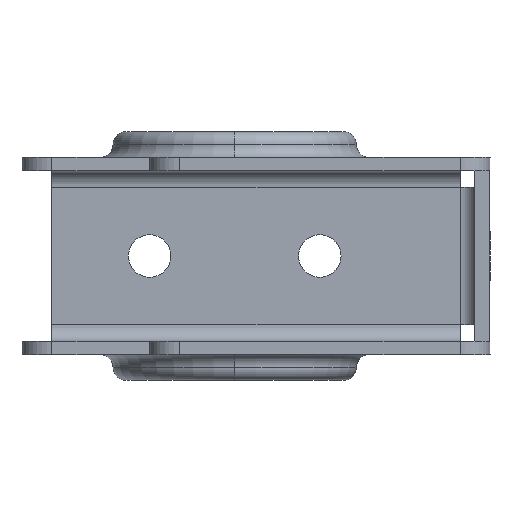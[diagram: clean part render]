
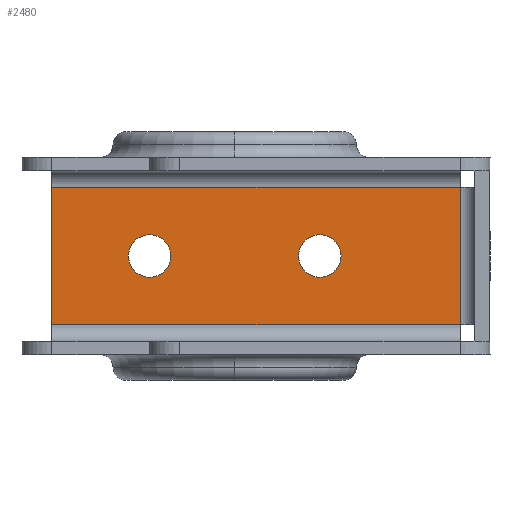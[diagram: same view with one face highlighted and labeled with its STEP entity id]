
A CAD part, left-side view. The second image highlights one B-rep face of the part: STEP entity #2480.
In plain terms, the highlighted planar face has unit normal (-1, 0, 0).
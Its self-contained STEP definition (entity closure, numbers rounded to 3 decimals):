
#2 = CIRCLE ( 'NONE', #2243, 2.5 ) ;
#50 = FACE_OUTER_BOUND ( 'NONE', #106, .T. ) ;
#51 = DIRECTION ( 'NONE',  ( -1., 0., 0. ) ) ;
#85 = CARTESIAN_POINT ( 'NONE',  ( 85.4, 208.322, -18.1 ) ) ;
#106 = EDGE_LOOP ( 'NONE', ( #1301, #700, #1801, #3108 ) ) ;
#124 = CARTESIAN_POINT ( 'NONE',  ( 85.4, 40., -10. ) ) ;
#172 = DIRECTION ( 'NONE',  ( 0., 0., 1. ) ) ;
#325 = CIRCLE ( 'NONE', #1656, 2.5 ) ;
#391 = AXIS2_PLACEMENT_3D ( 'NONE', #124, #2029, #396 ) ;
#396 = DIRECTION ( 'NONE',  ( 0., 0., 1. ) ) ;
#403 = VECTOR ( 'NONE', #722, 1000. ) ;
#445 = VERTEX_POINT ( 'NONE', #1870 ) ;
#521 = VERTEX_POINT ( 'NONE', #662 ) ;
#610 = EDGE_CURVE ( 'NONE', #1834, #2350, #3345, .T. ) ;
#625 = DIRECTION ( 'NONE',  ( 0., 0., -1. ) ) ;
#662 = CARTESIAN_POINT ( 'NONE',  ( 85.4, 51.5, -1.9 ) ) ;
#697 = VERTEX_POINT ( 'NONE', #2948 ) ;
#700 = ORIENTED_EDGE ( 'NONE', *, *, #1858, .T. ) ;
#722 = DIRECTION ( 'NONE',  ( 0., -1., 0. ) ) ;
#861 = CARTESIAN_POINT ( 'NONE',  ( 85.4, 40., -10. ) ) ;
#862 = FACE_BOUND ( 'NONE', #3367, .T. ) ;
#938 = CARTESIAN_POINT ( 'NONE',  ( 85.4, 3.5, -10. ) ) ;
#1129 = DIRECTION ( 'NONE',  ( 0., 0., 1. ) ) ;
#1177 = ORIENTED_EDGE ( 'NONE', *, *, #2614, .F. ) ;
#1195 = LINE ( 'NONE', #3179, #403 ) ;
#1204 = DIRECTION ( 'NONE',  ( 0., 0., 1. ) ) ;
#1255 = CARTESIAN_POINT ( 'NONE',  ( 85.4, 20., -10. ) ) ;
#1301 = ORIENTED_EDGE ( 'NONE', *, *, #1405, .F. ) ;
#1405 = EDGE_CURVE ( 'NONE', #521, #697, #1195, .T. ) ;
#1440 = LINE ( 'NONE', #2556, #3458 ) ;
#1447 = CARTESIAN_POINT ( 'NONE',  ( 85.4, 3.5, -18.1 ) ) ;
#1491 = FACE_BOUND ( 'NONE', #3096, .T. ) ;
#1535 = DIRECTION ( 'NONE',  ( 0., 0., 1. ) ) ;
#1656 = AXIS2_PLACEMENT_3D ( 'NONE', #861, #2775, #1129 ) ;
#1686 = CARTESIAN_POINT ( 'NONE',  ( 85.4, 208.322, -1.9 ) ) ;
#1790 = VECTOR ( 'NONE', #3099, 1000. ) ;
#1793 = DIRECTION ( 'NONE',  ( -1., 0., 0. ) ) ;
#1801 = ORIENTED_EDGE ( 'NONE', *, *, #2571, .T. ) ;
#1810 = VERTEX_POINT ( 'NONE', #2803 ) ;
#1834 = VERTEX_POINT ( 'NONE', #2275 ) ;
#1858 = EDGE_CURVE ( 'NONE', #521, #445, #1440, .T. ) ;
#1870 = CARTESIAN_POINT ( 'NONE',  ( 85.4, 51.5, -18.1 ) ) ;
#1878 = VERTEX_POINT ( 'NONE', #1447 ) ;
#1950 = EDGE_CURVE ( 'NONE', #1878, #697, #3299, .T. ) ;
#1960 = DIRECTION ( 'NONE',  ( 0., 0., 1. ) ) ;
#2029 = DIRECTION ( 'NONE',  ( -1., 0., 0. ) ) ;
#2115 = AXIS2_PLACEMENT_3D ( 'NONE', #1686, #51, #1960 ) ;
#2218 = CARTESIAN_POINT ( 'NONE',  ( 85.4, 40., -7.5 ) ) ;
#2243 = AXIS2_PLACEMENT_3D ( 'NONE', #3437, #1793, #172 ) ;
#2275 = CARTESIAN_POINT ( 'NONE',  ( 85.4, 20., -7.5 ) ) ;
#2350 = VERTEX_POINT ( 'NONE', #2580 ) ;
#2480 = ADVANCED_FACE ( 'NONE', ( #862, #1491, #50 ), #3329, .T. ) ;
#2534 = LINE ( 'NONE', #85, #1790 ) ;
#2556 = CARTESIAN_POINT ( 'NONE',  ( 85.4, 51.5, -10. ) ) ;
#2571 = EDGE_CURVE ( 'NONE', #445, #1878, #2534, .T. ) ;
#2580 = CARTESIAN_POINT ( 'NONE',  ( 85.4, 20., -12.5 ) ) ;
#2614 = EDGE_CURVE ( 'NONE', #1810, #3321, #3086, .T. ) ;
#2714 = ORIENTED_EDGE ( 'NONE', *, *, #3369, .F. ) ;
#2715 = EDGE_CURVE ( 'NONE', #2350, #1834, #2, .T. ) ;
#2775 = DIRECTION ( 'NONE',  ( -1., 0., 0. ) ) ;
#2779 = AXIS2_PLACEMENT_3D ( 'NONE', #1255, #3181, #1535 ) ;
#2803 = CARTESIAN_POINT ( 'NONE',  ( 85.4, 40., -12.5 ) ) ;
#2948 = CARTESIAN_POINT ( 'NONE',  ( 85.4, 3.5, -1.9 ) ) ;
#3025 = ORIENTED_EDGE ( 'NONE', *, *, #610, .F. ) ;
#3086 = CIRCLE ( 'NONE', #391, 2.5 ) ;
#3096 = EDGE_LOOP ( 'NONE', ( #1177, #2714 ) ) ;
#3099 = DIRECTION ( 'NONE',  ( 0., -1., 0. ) ) ;
#3108 = ORIENTED_EDGE ( 'NONE', *, *, #1950, .T. ) ;
#3179 = CARTESIAN_POINT ( 'NONE',  ( 85.4, 208.322, -1.9 ) ) ;
#3181 = DIRECTION ( 'NONE',  ( -1., 0., 0. ) ) ;
#3205 = VECTOR ( 'NONE', #1204, 1000. ) ;
#3299 = LINE ( 'NONE', #938, #3205 ) ;
#3321 = VERTEX_POINT ( 'NONE', #2218 ) ;
#3329 = PLANE ( 'NONE',  #2115 ) ;
#3345 = CIRCLE ( 'NONE', #2779, 2.5 ) ;
#3367 = EDGE_LOOP ( 'NONE', ( #3543, #3025 ) ) ;
#3369 = EDGE_CURVE ( 'NONE', #3321, #1810, #325, .T. ) ;
#3437 = CARTESIAN_POINT ( 'NONE',  ( 85.4, 20., -10. ) ) ;
#3458 = VECTOR ( 'NONE', #625, 1000. ) ;
#3543 = ORIENTED_EDGE ( 'NONE', *, *, #2715, .F. ) ;
